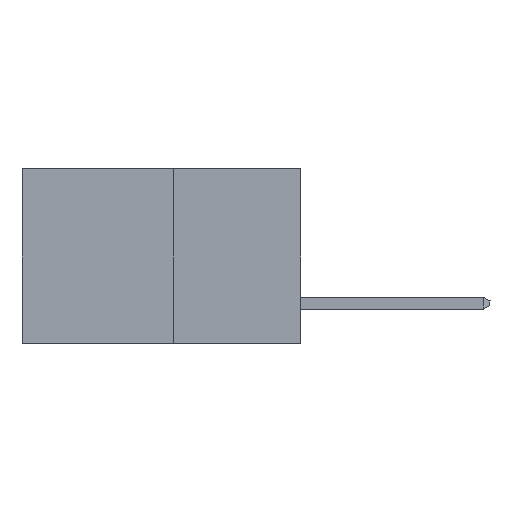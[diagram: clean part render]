
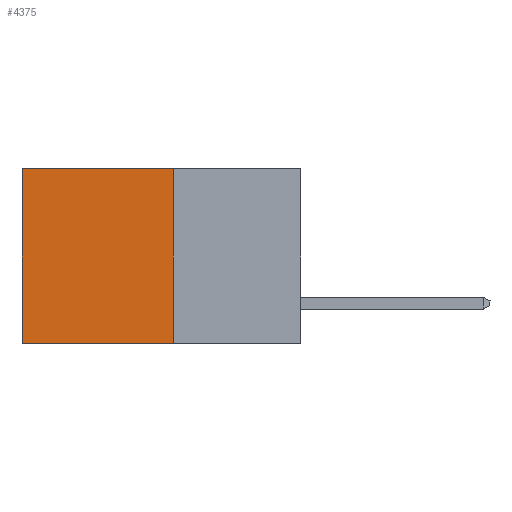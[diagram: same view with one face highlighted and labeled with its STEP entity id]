
A CAD part, left-side view. The second image highlights one B-rep face of the part: STEP entity #4375.
In plain terms, the highlighted planar face has unit normal (-1, 0, 0).
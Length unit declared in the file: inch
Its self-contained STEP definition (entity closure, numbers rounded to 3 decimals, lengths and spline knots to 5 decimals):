
#379 = DIRECTION ( 'NONE',  ( 0., 0., -1. ) ) ;
#819 = ORIENTED_EDGE ( 'NONE', *, *, #2266, .F. ) ;
#945 = FACE_OUTER_BOUND ( 'NONE', #2276, .T. ) ;
#955 = ORIENTED_EDGE ( 'NONE', *, *, #6706, .T. ) ;
#985 = VECTOR ( 'NONE', #7206, 39.37008 ) ;
#1022 = VECTOR ( 'NONE', #3601, 39.37008 ) ;
#1234 = LINE ( 'NONE', #3717, #1022 ) ;
#1429 = CARTESIAN_POINT ( 'NONE',  ( 0.277, 0.27, -0.37 ) ) ;
#1493 = VECTOR ( 'NONE', #8092, 39.37008 ) ;
#1639 = CARTESIAN_POINT ( 'NONE',  ( 0.277, 0.59, 0. ) ) ;
#1743 = VERTEX_POINT ( 'NONE', #1843 ) ;
#1843 = CARTESIAN_POINT ( 'NONE',  ( 0.277, 0.59, -0.37 ) ) ;
#2148 = DIRECTION ( 'NONE',  ( 0., 0., -1. ) ) ;
#2158 = DIRECTION ( 'NONE',  ( 1., 0., 0. ) ) ;
#2183 = PLANE ( 'NONE',  #5978 ) ;
#2266 = EDGE_CURVE ( 'NONE', #5440, #1743, #4295, .T. ) ;
#2276 = EDGE_LOOP ( 'NONE', ( #3913, #819, #8493, #955 ) ) ;
#2401 = VERTEX_POINT ( 'NONE', #1639 ) ;
#3366 = EDGE_CURVE ( 'NONE', #3548, #5440, #5422, .T. ) ;
#3376 = VECTOR ( 'NONE', #379, 39.37008 ) ;
#3548 = VERTEX_POINT ( 'NONE', #4136 ) ;
#3601 = DIRECTION ( 'NONE',  ( 0., 1., 0. ) ) ;
#3717 = CARTESIAN_POINT ( 'NONE',  ( 0.277, 0.27, 0. ) ) ;
#3796 = EDGE_CURVE ( 'NONE', #2401, #1743, #5200, .T. ) ;
#3913 = ORIENTED_EDGE ( 'NONE', *, *, #3796, .T. ) ;
#4136 = CARTESIAN_POINT ( 'NONE',  ( 0.277, 0.27, 0. ) ) ;
#4295 = LINE ( 'NONE', #7911, #985 ) ;
#4375 = ADVANCED_FACE ( 'NONE', ( #945 ), #2183, .F. ) ;
#4873 = CARTESIAN_POINT ( 'NONE',  ( 0.277, 0.27, -0.37 ) ) ;
#5200 = LINE ( 'NONE', #6438, #1493 ) ;
#5422 = LINE ( 'NONE', #1429, #3376 ) ;
#5440 = VERTEX_POINT ( 'NONE', #8481 ) ;
#5978 = AXIS2_PLACEMENT_3D ( 'NONE', #4873, #2158, #2148 ) ;
#6438 = CARTESIAN_POINT ( 'NONE',  ( 0.277, 0.59, -0.37 ) ) ;
#6706 = EDGE_CURVE ( 'NONE', #3548, #2401, #1234, .T. ) ;
#7206 = DIRECTION ( 'NONE',  ( 0., 1., 0. ) ) ;
#7911 = CARTESIAN_POINT ( 'NONE',  ( 0.277, 0.27, -0.37 ) ) ;
#8092 = DIRECTION ( 'NONE',  ( 0., 0., -1. ) ) ;
#8481 = CARTESIAN_POINT ( 'NONE',  ( 0.277, 0.27, -0.37 ) ) ;
#8493 = ORIENTED_EDGE ( 'NONE', *, *, #3366, .F. ) ;
